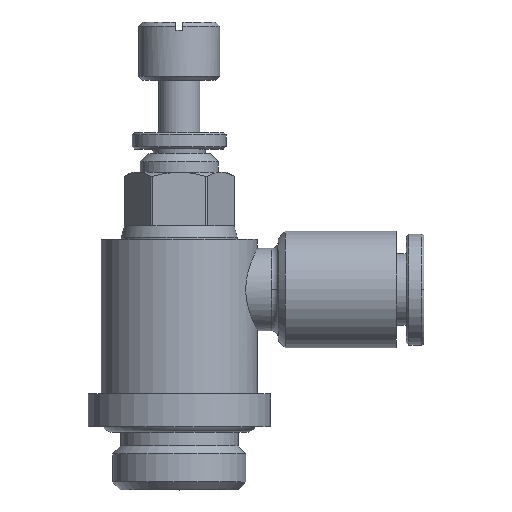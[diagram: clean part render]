
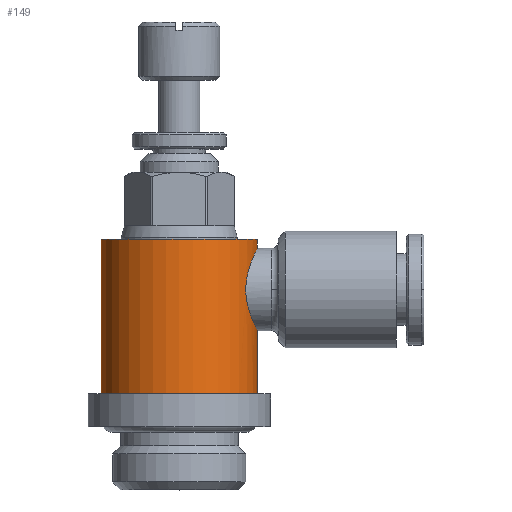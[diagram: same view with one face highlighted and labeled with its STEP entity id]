
A CAD part, top view. The second image highlights one B-rep face of the part: STEP entity #149.
In plain terms, the highlighted cylindrical face has radius 5.7 mm (diameter 11.4 mm), a partial arc.
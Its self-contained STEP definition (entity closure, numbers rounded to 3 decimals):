
#149=ADVANCED_FACE('',(#372),#373,.T.);
#372=FACE_OUTER_BOUND('',#597,.T.);
#373=CYLINDRICAL_SURFACE('',#598,5.7);
#597=EDGE_LOOP('',(#1395,#1396,#1397,#1398,#1399,#1400));
#598=AXIS2_PLACEMENT_3D('',#1401,#1402,#1403);
#1395=ORIENTED_EDGE('',*,*,#1411,.T.);
#1396=ORIENTED_EDGE('',*,*,#1479,.T.);
#1397=ORIENTED_EDGE('',*,*,#1415,.T.);
#1398=ORIENTED_EDGE('',*,*,#1657,.F.);
#1399=ORIENTED_EDGE('',*,*,#1413,.T.);
#1400=ORIENTED_EDGE('',*,*,#1655,.F.);
#1401=CARTESIAN_POINT('',(0.0,5.625,0.0));
#1402=DIRECTION('',(-0.0,1.0,0.0));
#1403=DIRECTION('',(1.0,0.0,0.0));
#1411=EDGE_CURVE('',#1658,#1659,#1660,.T.);
#1413=EDGE_CURVE('',#1663,#1661,#1664,.T.);
#1415=EDGE_CURVE('',#1667,#1665,#1668,.T.);
#1479=EDGE_CURVE('',#1659,#1667,#1787,.T.);
#1655=EDGE_CURVE('',#1658,#1661,#2059,.T.);
#1657=EDGE_CURVE('',#1663,#1665,#2061,.T.);
#1658=VERTEX_POINT('',#2062);
#1659=VERTEX_POINT('',#2063);
#1660=LINE('',#2064,#2065);
#1661=VERTEX_POINT('',#2066);
#1663=VERTEX_POINT('',#2068);
#1664=LINE('',#2069,#2070);
#1665=VERTEX_POINT('',#2071);
#1667=VERTEX_POINT('',#2073);
#1668=LINE('',#2074,#2075);
#1787=B_SPLINE_CURVE_WITH_KNOTS('',3,(#2273,#2274,#2275,#2276,#2277,#2278,#2279,#2280,#2281,#2282,#2283,#2284,#2285,#2286,#2287,#2288,#2289,#2290,#2291,#2292,#2293,#2294,#2295,#2296,#2297,#2298,#2299,#2300,#2301,#2302,#2303,#2304,#2305,#2306),.UNSPECIFIED.,.F.,.F.,(4,2,2,2,2,2,2,2,2,2,2,2,2,2,2,2,4),(4.624,5.201,5.779,6.356,6.933,7.512,8.091,8.67,9.249,9.828,10.407,10.986,11.565,12.142,12.719,13.296,13.873),.UNSPECIFIED.);
#2059=CIRCLE('',#2886,5.7);
#2061=CIRCLE('',#2888,5.7);
#2062=CARTESIAN_POINT('',(5.7,0.0,0.0));
#2063=CARTESIAN_POINT('',(5.7,4.6,0.));
#2064=CARTESIAN_POINT('',(5.7,5.625,0.));
#2065=VECTOR('',#2889,1.0);
#2066=CARTESIAN_POINT('',(-5.7,0.0,0.));
#2068=CARTESIAN_POINT('',(-5.7,11.25,0.));
#2069=CARTESIAN_POINT('',(-5.7,5.625,0.));
#2070=VECTOR('',#2893,1.0);
#2071=CARTESIAN_POINT('',(5.7,11.25,0.0));
#2073=CARTESIAN_POINT('',(5.7,10.6,0.));
#2074=CARTESIAN_POINT('',(5.7,5.625,0.));
#2075=VECTOR('',#2897,1.0);
#2273=CARTESIAN_POINT('',(5.7,4.6,0.));
#2274=CARTESIAN_POINT('',(5.7,4.6,0.192));
#2275=CARTESIAN_POINT('',(5.69,4.619,0.39));
#2276=CARTESIAN_POINT('',(5.65,4.697,0.781));
#2277=CARTESIAN_POINT('',(5.619,4.756,0.974));
#2278=CARTESIAN_POINT('',(5.543,4.91,1.343));
#2279=CARTESIAN_POINT('',(5.497,5.005,1.519));
#2280=CARTESIAN_POINT('',(5.397,5.224,1.842));
#2281=CARTESIAN_POINT('',(5.343,5.348,1.99));
#2282=CARTESIAN_POINT('',(5.238,5.61,2.253));
#2283=CARTESIAN_POINT('',(5.183,5.758,2.376));
#2284=CARTESIAN_POINT('',(5.077,6.082,2.595));
#2285=CARTESIAN_POINT('',(5.026,6.257,2.69));
#2286=CARTESIAN_POINT('',(4.94,6.625,2.844));
#2287=CARTESIAN_POINT('',(4.905,6.818,2.903));
#2288=CARTESIAN_POINT('',(4.859,7.209,2.981));
#2289=CARTESIAN_POINT('',(4.847,7.407,3.0));
#2290=CARTESIAN_POINT('',(4.847,7.793,3.0));
#2291=CARTESIAN_POINT('',(4.859,7.991,2.981));
#2292=CARTESIAN_POINT('',(4.905,8.382,2.903));
#2293=CARTESIAN_POINT('',(4.94,8.575,2.844));
#2294=CARTESIAN_POINT('',(5.026,8.943,2.69));
#2295=CARTESIAN_POINT('',(5.077,9.118,2.595));
#2296=CARTESIAN_POINT('',(5.183,9.442,2.376));
#2297=CARTESIAN_POINT('',(5.238,9.59,2.253));
#2298=CARTESIAN_POINT('',(5.343,9.852,1.99));
#2299=CARTESIAN_POINT('',(5.397,9.976,1.842));
#2300=CARTESIAN_POINT('',(5.497,10.195,1.519));
#2301=CARTESIAN_POINT('',(5.543,10.29,1.343));
#2302=CARTESIAN_POINT('',(5.619,10.444,0.974));
#2303=CARTESIAN_POINT('',(5.65,10.503,0.781));
#2304=CARTESIAN_POINT('',(5.69,10.581,0.39));
#2305=CARTESIAN_POINT('',(5.7,10.6,0.192));
#2306=CARTESIAN_POINT('',(5.7,10.6,0.));
#2886=AXIS2_PLACEMENT_3D('',#3368,#3369,#3370);
#2888=AXIS2_PLACEMENT_3D('',#3374,#3375,#3376);
#2889=DIRECTION('',(0.0,1.0,0.0));
#2893=DIRECTION('',(-0.0,-1.0,-0.0));
#2897=DIRECTION('',(0.0,1.0,0.0));
#3368=CARTESIAN_POINT('',(0.0,0.0,0.0));
#3369=DIRECTION('',(0.0,-1.0,0.0));
#3370=DIRECTION('',(1.0,0.0,0.0));
#3374=CARTESIAN_POINT('',(0.0,11.25,0.0));
#3375=DIRECTION('',(-0.0,1.0,0.0));
#3376=DIRECTION('',(1.0,0.0,0.0));
